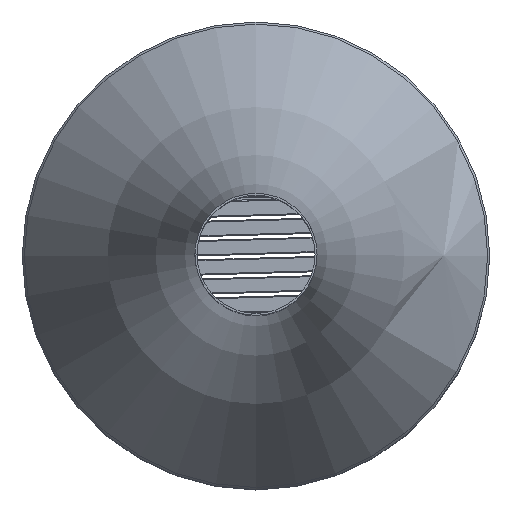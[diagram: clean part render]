
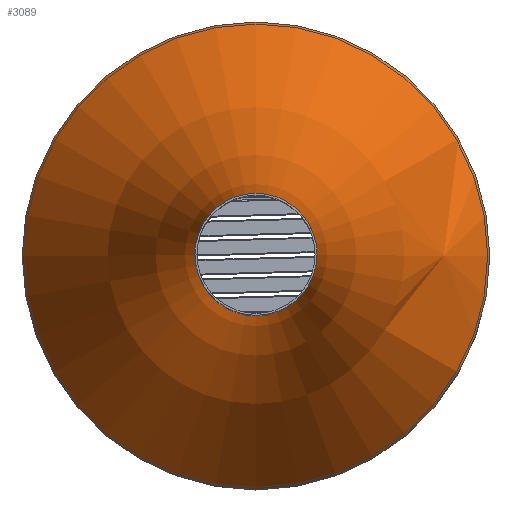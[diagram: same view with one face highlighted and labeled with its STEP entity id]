
A CAD part, top view. The second image highlights one B-rep face of the part: STEP entity #3089.
In plain terms, the highlighted toroidal (fillet/blend) face has major radius 1724 mm and minor radius 1600 mm.
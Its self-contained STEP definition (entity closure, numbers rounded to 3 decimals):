
#3089=ADVANCED_FACE('',(#8578,#8579),#8580,.F.);
#8578=FACE_OUTER_BOUND('',#16741,.T.);
#8579=FACE_OUTER_BOUND('',#16742,.T.);
#8580=TOROIDAL_SURFACE('',#16743,1724.0,1600.0);
#16741=EDGE_LOOP('',(#62537));
#16742=EDGE_LOOP('',(#62538));
#16743=AXIS2_PLACEMENT_3D('',#62539,#62540,#62541);
#62537=ORIENTED_EDGE('',*,*,#81655,.T.);
#62538=ORIENTED_EDGE('',*,*,#81648,.F.);
#62539=CARTESIAN_POINT('',(0.0,0.0,1858.749));
#62540=DIRECTION('',(0.0,0.0,1.0));
#62541=DIRECTION('',(1.0,0.0,0.0));
#81648=EDGE_CURVE('',#90485,#90485,#90486,.T.);
#81655=EDGE_CURVE('',#90496,#90496,#90497,.T.);
#90485=VERTEX_POINT('',#102933);
#90486=CIRCLE('',#102934,124.0);
#90496=VERTEX_POINT('',#102944);
#90497=CIRCLE('',#102945,475.0);
#102933=CARTESIAN_POINT('',(124.0,0.0,1858.749));
#102934=AXIS2_PLACEMENT_3D('',#140519,#140520,#140521);
#102944=CARTESIAN_POINT('',(475.0,0.0,858.75));
#102945=AXIS2_PLACEMENT_3D('',#140531,#140532,#140533);
#140519=CARTESIAN_POINT('',(0.0,0.0,1858.749));
#140520=DIRECTION('',(0.0,0.0,1.0));
#140521=DIRECTION('',(1.0,0.0,0.0));
#140531=CARTESIAN_POINT('',(0.0,0.0,858.75));
#140532=DIRECTION('',(0.0,0.0,1.0));
#140533=DIRECTION('',(1.0,0.0,0.0));
